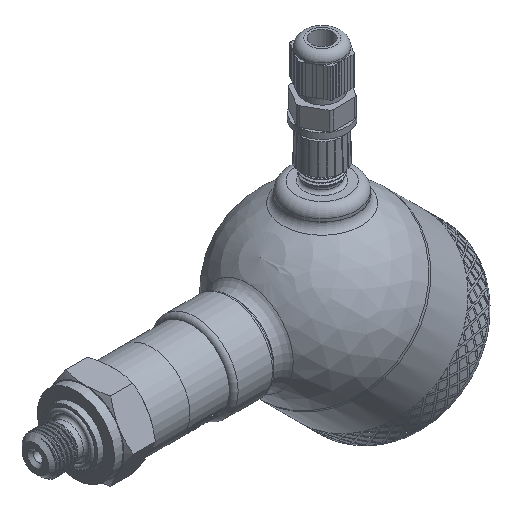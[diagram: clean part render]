
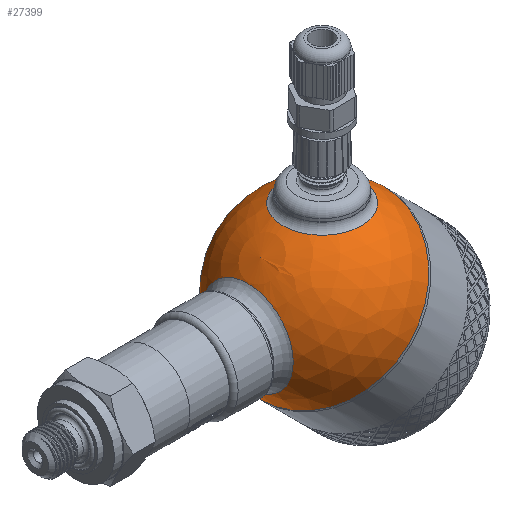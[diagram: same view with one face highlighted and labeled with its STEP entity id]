
A CAD part, isometric view. The second image highlights one B-rep face of the part: STEP entity #27399.
In plain terms, the highlighted spherical face has radius 30 mm.
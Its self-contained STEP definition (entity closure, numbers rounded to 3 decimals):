
#65=SPHERICAL_SURFACE('',#29083,30.);
#174=FACE_BOUND('',#3849,.T.);
#175=FACE_BOUND('',#3850,.T.);
#2100=FACE_OUTER_BOUND('',#3848,.T.);
#3848=EDGE_LOOP('',(#19810,#19811,#19812,#19813));
#3849=EDGE_LOOP('',(#19814));
#3850=EDGE_LOOP('',(#19815));
#5512=CIRCLE('',#29006,30.);
#5513=CIRCLE('',#29007,30.);
#5540=CIRCLE('',#29079,13.5);
#5543=CIRCLE('',#29084,30.);
#5544=CIRCLE('',#29085,15.643);
#10920=VERTEX_POINT('',#37923);
#10921=VERTEX_POINT('',#37925);
#11396=VERTEX_POINT('',#43987);
#11398=VERTEX_POINT('',#43994);
#11399=VERTEX_POINT('',#43996);
#13855=EDGE_CURVE('',#10920,#10921,#5512,.T.);
#13856=EDGE_CURVE('',#10921,#10920,#5513,.T.);
#14571=EDGE_CURVE('',#11396,#11396,#5540,.T.);
#14574=EDGE_CURVE('',#10921,#11398,#5543,.T.);
#14575=EDGE_CURVE('',#11399,#11399,#5544,.T.);
#19810=ORIENTED_EDGE('',*,*,#13856,.F.);
#19811=ORIENTED_EDGE('',*,*,#14574,.T.);
#19812=ORIENTED_EDGE('',*,*,#14574,.F.);
#19813=ORIENTED_EDGE('',*,*,#13855,.F.);
#19814=ORIENTED_EDGE('',*,*,#14575,.F.);
#19815=ORIENTED_EDGE('',*,*,#14571,.F.);
#27399=ADVANCED_FACE('',(#2100,#174,#175),#65,.T.);
#29006=AXIS2_PLACEMENT_3D('',#37926,#30552,#30553);
#29007=AXIS2_PLACEMENT_3D('',#37927,#30554,#30555);
#29079=AXIS2_PLACEMENT_3D('',#43988,#30950,#30951);
#29083=AXIS2_PLACEMENT_3D('',#43993,#30958,#30959);
#29084=AXIS2_PLACEMENT_3D('',#43995,#30960,#30961);
#29085=AXIS2_PLACEMENT_3D('',#43997,#30962,#30963);
#30552=DIRECTION('center_axis',(1.,0.,0.));
#30553=DIRECTION('ref_axis',(0.,1.,0.));
#30554=DIRECTION('center_axis',(1.,0.,0.));
#30555=DIRECTION('ref_axis',(0.,1.,0.));
#30950=DIRECTION('center_axis',(-0.707,0.,-0.707));
#30951=DIRECTION('ref_axis',(-0.707,0.,0.707));
#30958=DIRECTION('center_axis',(1.,0.,0.));
#30959=DIRECTION('ref_axis',(0.,-1.,0.));
#30960=DIRECTION('center_axis',(0.,0.,1.));
#30961=DIRECTION('ref_axis',(0.,1.,0.));
#30962=DIRECTION('center_axis',(-0.707,0.,0.707));
#30963=DIRECTION('ref_axis',(0.707,0.,0.707));
#37923=CARTESIAN_POINT('',(0.,-30.,0.));
#37925=CARTESIAN_POINT('',(0.,30.,0.));
#37926=CARTESIAN_POINT('Origin',(0.,0.,0.));
#37927=CARTESIAN_POINT('Origin',(0.,0.,0.));
#43987=CARTESIAN_POINT('',(-9.398,0.,-28.49));
#43988=CARTESIAN_POINT('Origin',(-18.944,0.,-18.944));
#43993=CARTESIAN_POINT('Origin',(0.,0.,0.));
#43994=CARTESIAN_POINT('',(-30.,0.,0.));
#43995=CARTESIAN_POINT('Origin',(0.,0.,0.));
#43996=CARTESIAN_POINT('',(-29.162,0.,7.04));
#43997=CARTESIAN_POINT('Origin',(-18.101,0.,18.101));
